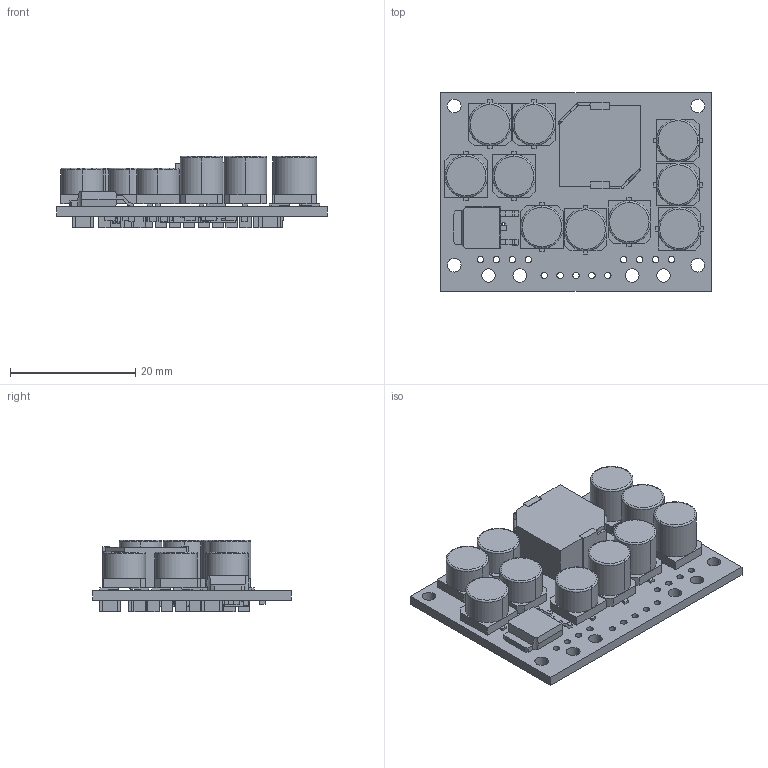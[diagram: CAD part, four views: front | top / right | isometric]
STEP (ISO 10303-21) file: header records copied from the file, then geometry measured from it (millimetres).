
FILE_DESCRIPTION (( 'STEP AP214' ), '1' );
FILE_NAME ('reg18b.step', '2016-09-20T20:49:16', ( '' ), ( '' ), 'SwSTEP 2.0', 'SolidWorks 2016', '' );
FILE_SCHEMA (( 'AUTOMOTIVE_DESIGN' ));
Length unit declared in the file: millimetre
Products named in the file (1): reg18b
Bounding box: 43.18 x 31.75 x 11.37 mm (x, y, z)
Volume: 6263.4 mm3; surface area: 7029.8 mm2
Topology: 1 solids, 1 shells, 1688 faces, 4521 edges, 2906 vertices
Faces by surface type: plane 1391, bspline 156, cylinder 121, torus 20
Entity records: 76319 total; most frequent: CARTESIAN_POINT 16863, ORIENTED_EDGE 9038, DIRECTION 7283, EDGE_CURVE 4519, LINE 3635, VECTOR 3635, VERTEX_POINT 2906, EDGE_LOOP 1883
